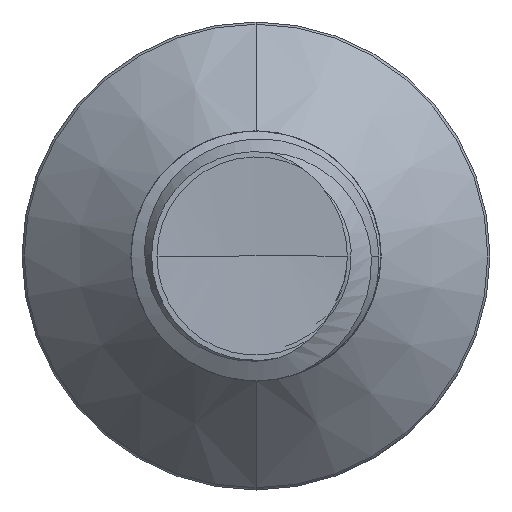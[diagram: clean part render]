
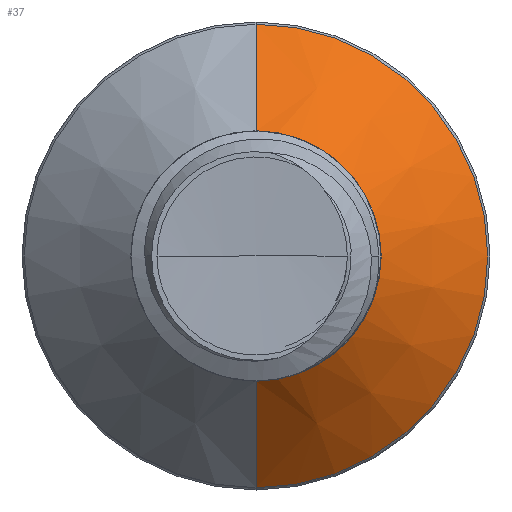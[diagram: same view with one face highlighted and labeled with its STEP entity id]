
A CAD part, front view. The second image highlights one B-rep face of the part: STEP entity #37.
In plain terms, the highlighted conical face has half-angle 45 degrees and reference radius 0.803 mm.
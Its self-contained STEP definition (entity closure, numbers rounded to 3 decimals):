
#37 = ADVANCED_FACE ( 'NONE', ( #3616 ), #2588, .T. ) ;
#658 = AXIS2_PLACEMENT_3D ( 'NONE', #10095, #1920, #11469 ) ;
#983 = CARTESIAN_POINT ( 'NONE',  ( 0., 3.137, -0.803 ) ) ;
#1043 = DIRECTION ( 'NONE',  ( 0., 0.707, 0.707 ) ) ;
#1688 = VERTEX_POINT ( 'NONE', #16822 ) ;
#1920 = DIRECTION ( 'NONE',  ( 0., 1., 0. ) ) ;
#2278 = AXIS2_PLACEMENT_3D ( 'NONE', #12566, #2937, #12626 ) ;
#2343 = DIRECTION ( 'NONE',  ( 0., 0.707, -0.707 ) ) ;
#2588 = CONICAL_SURFACE ( 'NONE', #2278, 0.803, 0.785 ) ;
#2937 = DIRECTION ( 'NONE',  ( 0., 1., 0. ) ) ;
#3029 = CARTESIAN_POINT ( 'NONE',  ( 0., 3.137, -0.803 ) ) ;
#3616 = FACE_OUTER_BOUND ( 'NONE', #16043, .T. ) ;
#3776 = ORIENTED_EDGE ( 'NONE', *, *, #4617, .T. ) ;
#4617 = EDGE_CURVE ( 'NONE', #6508, #7121, #6437, .T. ) ;
#4643 = EDGE_CURVE ( 'NONE', #8450, #7121, #16825, .T. ) ;
#4665 = EDGE_CURVE ( 'NONE', #1688, #8450, #9657, .T. ) ;
#5116 = CARTESIAN_POINT ( 'NONE',  ( 0., 3.137, 0.803 ) ) ;
#6013 = VECTOR ( 'NONE', #1043, 1000. ) ;
#6437 = LINE ( 'NONE', #983, #10068 ) ;
#6508 = VERTEX_POINT ( 'NONE', #3029 ) ;
#6710 = ORIENTED_EDGE ( 'NONE', *, *, #4665, .F. ) ;
#6948 = CARTESIAN_POINT ( 'NONE',  ( 0., 3.82, 1.486 ) ) ;
#7121 = VERTEX_POINT ( 'NONE', #13803 ) ;
#7851 = DIRECTION ( 'NONE',  ( 0., 1., 0. ) ) ;
#8450 = VERTEX_POINT ( 'NONE', #6948 ) ;
#9657 = LINE ( 'NONE', #5116, #6013 ) ;
#9906 = ORIENTED_EDGE ( 'NONE', *, *, #13797, .T. ) ;
#10068 = VECTOR ( 'NONE', #2343, 1000. ) ;
#10095 = CARTESIAN_POINT ( 'NONE',  ( 0., 3.137, 0. ) ) ;
#10320 = ORIENTED_EDGE ( 'NONE', *, *, #4643, .F. ) ;
#11469 = DIRECTION ( 'NONE',  ( 0., 0., 1. ) ) ;
#12566 = CARTESIAN_POINT ( 'NONE',  ( 0., 3.137, 0. ) ) ;
#12626 = DIRECTION ( 'NONE',  ( 0., 0., 1. ) ) ;
#13159 = AXIS2_PLACEMENT_3D ( 'NONE', #15963, #7851, #17298 ) ;
#13231 = CIRCLE ( 'NONE', #658, 0.803 ) ;
#13797 = EDGE_CURVE ( 'NONE', #1688, #6508, #13231, .T. ) ;
#13803 = CARTESIAN_POINT ( 'NONE',  ( 0., 3.82, -1.486 ) ) ;
#15963 = CARTESIAN_POINT ( 'NONE',  ( 0., 3.82, 0. ) ) ;
#16043 = EDGE_LOOP ( 'NONE', ( #9906, #3776, #10320, #6710 ) ) ;
#16822 = CARTESIAN_POINT ( 'NONE',  ( 0., 3.137, 0.803 ) ) ;
#16825 = CIRCLE ( 'NONE', #13159, 1.486 ) ;
#17298 = DIRECTION ( 'NONE',  ( 0., 0., 1. ) ) ;
